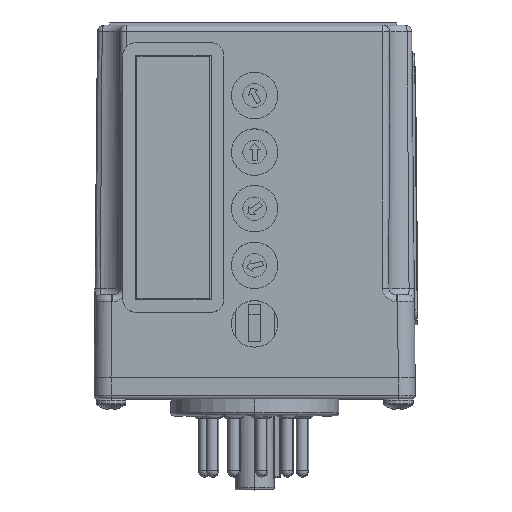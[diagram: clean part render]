
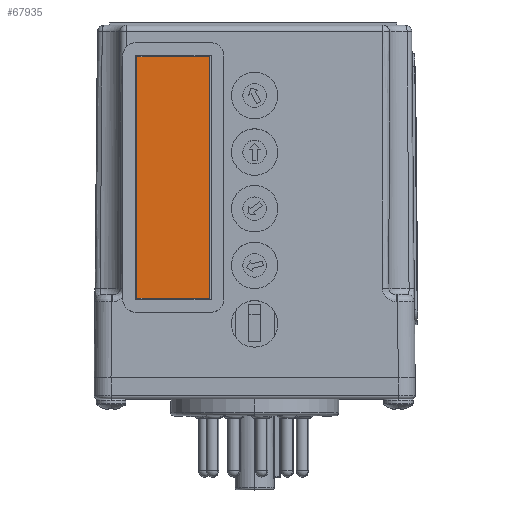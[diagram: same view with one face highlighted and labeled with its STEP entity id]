
A CAD part, top view. The second image highlights one B-rep face of the part: STEP entity #67935.
In plain terms, the highlighted planar face has unit normal (0, 0.01, 1).
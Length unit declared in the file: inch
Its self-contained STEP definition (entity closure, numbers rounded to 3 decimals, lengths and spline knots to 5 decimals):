
#3861 = ORIENTED_EDGE ( 'NONE', *, *, #54622, .T. ) ;
#7007 = VERTEX_POINT ( 'NONE', #105189 ) ;
#13300 = EDGE_CURVE ( 'NONE', #63996, #64473, #99309, .T. ) ;
#15095 = LINE ( 'NONE', #40058, #55186 ) ;
#17781 = DIRECTION ( 'NONE',  ( -1., 0., 0. ) ) ;
#27778 = DIRECTION ( 'NONE',  ( 0., -0.01, -1. ) ) ;
#30616 = CARTESIAN_POINT ( 'NONE',  ( 0.31725, 2.5409, -0.0027 ) ) ;
#32246 = CARTESIAN_POINT ( 'NONE',  ( 0.31725, 2.5359, -0.00265 ) ) ;
#37794 = CARTESIAN_POINT ( 'NONE',  ( 0.31225, 0.74098, 0.01458 ) ) ;
#38801 = VECTOR ( 'NONE', #92559, 39.37008 ) ;
#40058 = CARTESIAN_POINT ( 'NONE',  ( 0.85725, 0.74098, 0.01458 ) ) ;
#51357 = DIRECTION ( 'NONE',  ( 0., 1., -0.01 ) ) ;
#54622 = EDGE_CURVE ( 'NONE', #80211, #7007, #88375, .T. ) ;
#55186 = VECTOR ( 'NONE', #51357, 39.37008 ) ;
#59937 = ORIENTED_EDGE ( 'NONE', *, *, #13300, .T. ) ;
#60921 = CARTESIAN_POINT ( 'NONE',  ( 0.31225, 0.74598, 0.01453 ) ) ;
#61671 = VECTOR ( 'NONE', #114585, 39.37008 ) ;
#62542 = CARTESIAN_POINT ( 'NONE',  ( 0.85725, 2.5359, -0.00265 ) ) ;
#63996 = VERTEX_POINT ( 'NONE', #62542 ) ;
#64139 = CARTESIAN_POINT ( 'NONE',  ( 0.31725, 0.74598, 0.01453 ) ) ;
#64473 = VERTEX_POINT ( 'NONE', #32246 ) ;
#66996 = VECTOR ( 'NONE', #17781, 39.37008 ) ;
#67935 = ADVANCED_FACE ( 'NONE', ( #90862 ), #109336, .F. ) ;
#80211 = VERTEX_POINT ( 'NONE', #64139 ) ;
#87311 = ORIENTED_EDGE ( 'NONE', *, *, #89854, .T. ) ;
#88375 = LINE ( 'NONE', #60921, #61671 ) ;
#89854 = EDGE_CURVE ( 'NONE', #64473, #80211, #103243, .T. ) ;
#89855 = EDGE_LOOP ( 'NONE', ( #87311, #3861, #97816, #59937 ) ) ;
#90862 = FACE_OUTER_BOUND ( 'NONE', #89855, .T. ) ;
#92559 = DIRECTION ( 'NONE',  ( 0., -1., 0.01 ) ) ;
#97816 = ORIENTED_EDGE ( 'NONE', *, *, #101963, .T. ) ;
#99309 = LINE ( 'NONE', #108865, #66996 ) ;
#101963 = EDGE_CURVE ( 'NONE', #7007, #63996, #15095, .T. ) ;
#102146 = DIRECTION ( 'NONE',  ( -1., 0., 0. ) ) ;
#103243 = LINE ( 'NONE', #30616, #38801 ) ;
#103623 = AXIS2_PLACEMENT_3D ( 'NONE', #37794, #27778, #102146 ) ;
#105189 = CARTESIAN_POINT ( 'NONE',  ( 0.85725, 0.74598, 0.01453 ) ) ;
#108865 = CARTESIAN_POINT ( 'NONE',  ( 0.86225, 2.5359, -0.00265 ) ) ;
#109336 = PLANE ( 'NONE',  #103623 ) ;
#114585 = DIRECTION ( 'NONE',  ( 1., 0., 0. ) ) ;
